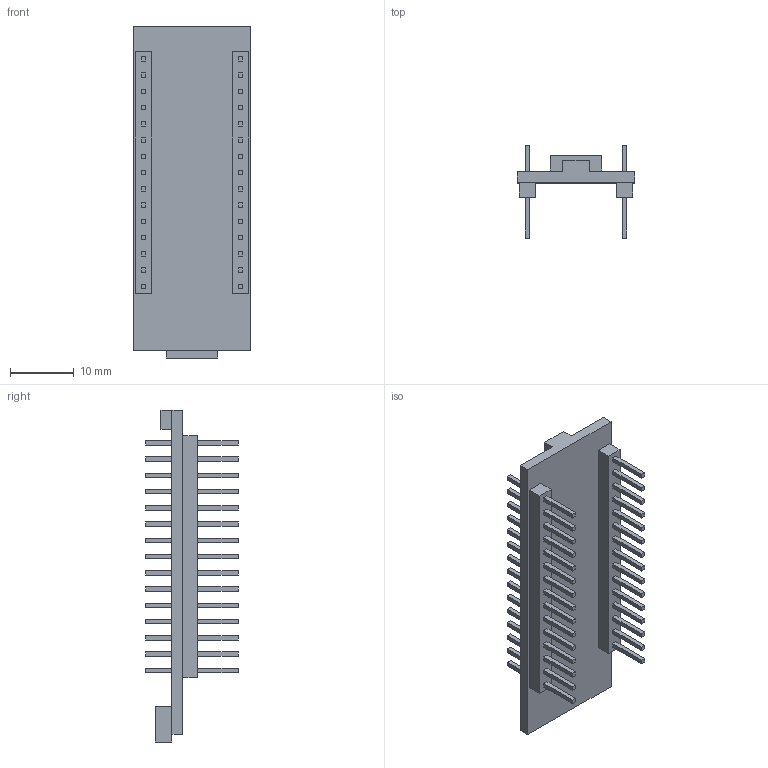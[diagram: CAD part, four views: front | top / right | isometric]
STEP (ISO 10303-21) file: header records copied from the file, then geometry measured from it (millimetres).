
FILE_DESCRIPTION (( 'STEP AP214' ), '1' );
FILE_NAME ('NUCLEO-32.STEP', '2023-02-14T19:10:40', ( '' ), ( '' ), 'SwSTEP 2.0', 'SolidWorks 2022', '' );
FILE_SCHEMA (( 'AUTOMOTIVE_DESIGN' ));
Length unit declared in the file: millimetre
Products named in the file (1): NUCLEO-32
Bounding box: 18.4 x 14.5 x 51.9 mm (x, y, z)
Volume: 2317.7 mm3; surface area: 3467.7 mm2
Topology: 1 solids, 1 shells, 326 faces, 784 edges, 522 vertices
Faces by surface type: plane 326
Entity records: 9482 total; most frequent: CARTESIAN_POINT 1633, ORIENTED_EDGE 1568, DIRECTION 1438, VECTOR 784, EDGE_CURVE 784, LINE 784, VERTEX_POINT 522, EDGE_LOOP 388
